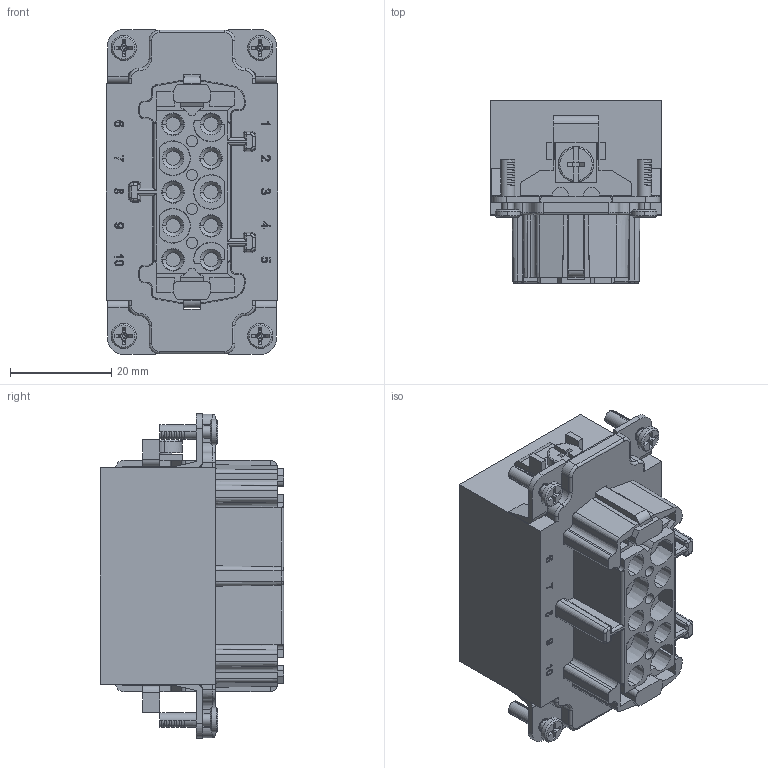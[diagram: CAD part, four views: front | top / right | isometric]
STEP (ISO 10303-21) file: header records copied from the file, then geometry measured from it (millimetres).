
FILE_DESCRIPTION((''),'2;1');
FILE_NAME('HE010FSW','2017-07-18T',('tl.yang'),(''),'PRO/ENGINEER BY PARAMETRIC TECHNOLOGY CORPORATION, 2011500','PRO/ENGINEER BY PARAMETRIC TECHNOLOGY CORPORATION, 2011500','');
FILE_SCHEMA(('CONFIG_CONTROL_DESIGN'));
Length unit declared in the file: millimetre
Products named in the file (1): HE010FSW
Bounding box: 34 x 36.25 x 64.2 mm (x, y, z)
Volume: 40705.3 mm3; surface area: 17366.4 mm2
Topology: 1 solids, 2 shells, 1479 faces, 4327 edges, 2942 vertices
Faces by surface type: plane 961, cylinder 212, extrusion 152, cone 101, bspline 32, torus 21
Entity records: 51756 total; most frequent: CARTESIAN_POINT 12736, ORIENTED_EDGE 8654, DIRECTION 7182, EDGE_CURVE 4327, VECTOR 3290, LINE 3138, VERTEX_POINT 2942, AXIS2_PLACEMENT_3D 1946
